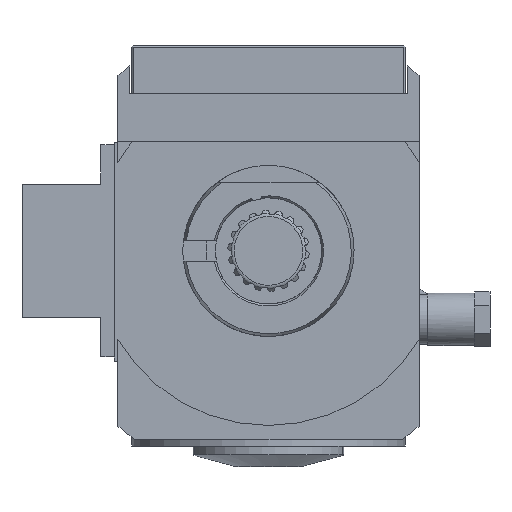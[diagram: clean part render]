
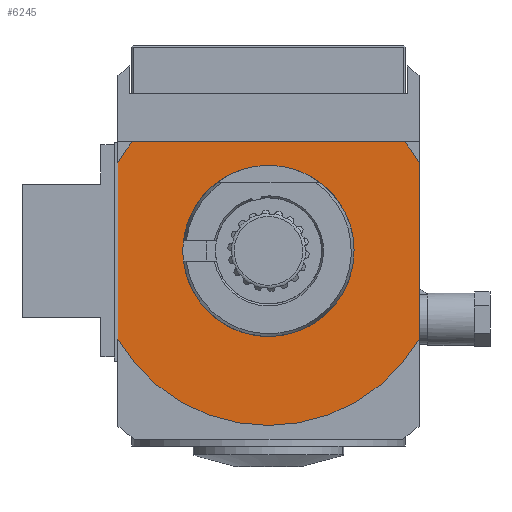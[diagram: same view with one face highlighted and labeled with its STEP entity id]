
A CAD part, front view. The second image highlights one B-rep face of the part: STEP entity #6245.
In plain terms, the highlighted planar face has unit normal (0, -1, 0).
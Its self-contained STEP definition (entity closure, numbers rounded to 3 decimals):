
#1176 = EDGE_CURVE ( 'NONE', #38824, #3129, #28256, .T. ) ;
#1333 = VECTOR ( 'NONE', #9052, 1000. ) ;
#1608 = AXIS2_PLACEMENT_3D ( 'NONE', #2250, #35716, #31993 ) ;
#1610 = AXIS2_PLACEMENT_3D ( 'NONE', #29285, #12632, #32570 ) ;
#2035 = FACE_OUTER_BOUND ( 'NONE', #26136, .T. ) ;
#2250 = CARTESIAN_POINT ( 'NONE',  ( -27.15, -1., 0. ) ) ;
#3129 = VERTEX_POINT ( 'NONE', #15577 ) ;
#3320 = CARTESIAN_POINT ( 'NONE',  ( 0., -1., 0. ) ) ;
#3608 = CARTESIAN_POINT ( 'NONE',  ( 39.711, -1., 32. ) ) ;
#4761 = EDGE_CURVE ( 'NONE', #32291, #3129, #20419, .T. ) ;
#5561 = LINE ( 'NONE', #28544, #1333 ) ;
#5599 = CARTESIAN_POINT ( 'NONE',  ( 44., -1., 0. ) ) ;
#6017 = VERTEX_POINT ( 'NONE', #14965 ) ;
#6245 = ADVANCED_FACE ( 'Defeature completata1_85', ( #2035, #24779 ), #18620, .F. ) ;
#6978 = ORIENTED_EDGE ( 'NONE', *, *, #10696, .T. ) ;
#7010 = CARTESIAN_POINT ( 'NONE',  ( 0., -1., 0. ) ) ;
#8843 = AXIS2_PLACEMENT_3D ( 'NONE', #3320, #36582, #37221 ) ;
#9030 = EDGE_CURVE ( 'NONE', #38824, #6017, #20152, .T. ) ;
#9052 = DIRECTION ( 'NONE',  ( 0., 0., -1. ) ) ;
#10696 = EDGE_CURVE ( 'NONE', #32291, #37297, #5561, .T. ) ;
#12306 = DIRECTION ( 'NONE',  ( 1., 0., 0. ) ) ;
#12563 = DIRECTION ( 'NONE',  ( 0., 0., -1. ) ) ;
#12632 = DIRECTION ( 'NONE',  ( 0., 1., 0. ) ) ;
#14965 = CARTESIAN_POINT ( 'NONE',  ( 44., -1., 25.788 ) ) ;
#15577 = CARTESIAN_POINT ( 'NONE',  ( -39.711, -1., 32. ) ) ;
#17631 = CARTESIAN_POINT ( 'NONE',  ( 44., -1., -25.788 ) ) ;
#18620 = PLANE ( 'NONE',  #1608 ) ;
#20152 = CIRCLE ( 'NONE', #38310, 51. ) ;
#20419 = CIRCLE ( 'NONE', #1610, 51. ) ;
#21024 = CARTESIAN_POINT ( 'NONE',  ( -44., -1., 25.788 ) ) ;
#22094 = CIRCLE ( 'NONE', #8843, 24.656 ) ;
#23826 = ORIENTED_EDGE ( 'NONE', *, *, #9030, .F. ) ;
#24552 = CARTESIAN_POINT ( 'NONE',  ( -27.15, -1., 32. ) ) ;
#24557 = CARTESIAN_POINT ( 'NONE',  ( -24.656, -1., 0. ) ) ;
#24779 = FACE_BOUND ( 'NONE', #37376, .T. ) ;
#25335 = DIRECTION ( 'NONE',  ( 0., 1., 0. ) ) ;
#26136 = EDGE_LOOP ( 'NONE', ( #23826, #30745, #33592, #6978, #28507, #38473 ) ) ;
#26417 = ORIENTED_EDGE ( 'NONE', *, *, #35300, .F. ) ;
#28256 = LINE ( 'NONE', #24552, #29818 ) ;
#28507 = ORIENTED_EDGE ( 'NONE', *, *, #40725, .F. ) ;
#28544 = CARTESIAN_POINT ( 'NONE',  ( -44., -1., 0. ) ) ;
#28573 = LINE ( 'NONE', #5599, #35505 ) ;
#29142 = VERTEX_POINT ( 'NONE', #17631 ) ;
#29285 = CARTESIAN_POINT ( 'NONE',  ( 0., -1., 0. ) ) ;
#29818 = VECTOR ( 'NONE', #37899, 1000. ) ;
#29894 = CIRCLE ( 'NONE', #39664, 51. ) ;
#30205 = DIRECTION ( 'NONE',  ( 0., 1., 0. ) ) ;
#30745 = ORIENTED_EDGE ( 'NONE', *, *, #1176, .T. ) ;
#31993 = DIRECTION ( 'NONE',  ( 1., 0., 0. ) ) ;
#32291 = VERTEX_POINT ( 'NONE', #21024 ) ;
#32570 = DIRECTION ( 'NONE',  ( 1., 0., 0. ) ) ;
#33592 = ORIENTED_EDGE ( 'NONE', *, *, #4761, .F. ) ;
#35300 = EDGE_CURVE ( 'NONE', #40958, #40958, #22094, .T. ) ;
#35427 = CARTESIAN_POINT ( 'NONE',  ( -44., -1., -25.788 ) ) ;
#35505 = VECTOR ( 'NONE', #12563, 1000. ) ;
#35716 = DIRECTION ( 'NONE',  ( 0., 1., 0. ) ) ;
#36582 = DIRECTION ( 'NONE',  ( 0., -1., 0. ) ) ;
#37221 = DIRECTION ( 'NONE',  ( -1., 0., 0. ) ) ;
#37297 = VERTEX_POINT ( 'NONE', #35427 ) ;
#37376 = EDGE_LOOP ( 'NONE', ( #26417 ) ) ;
#37899 = DIRECTION ( 'NONE',  ( -1., 0., 0. ) ) ;
#38310 = AXIS2_PLACEMENT_3D ( 'NONE', #7010, #30205, #12306 ) ;
#38473 = ORIENTED_EDGE ( 'NONE', *, *, #41872, .F. ) ;
#38671 = DIRECTION ( 'NONE',  ( 1., 0., 0. ) ) ;
#38824 = VERTEX_POINT ( 'NONE', #3608 ) ;
#39664 = AXIS2_PLACEMENT_3D ( 'NONE', #41959, #25335, #38671 ) ;
#40725 = EDGE_CURVE ( 'NONE', #29142, #37297, #29894, .T. ) ;
#40958 = VERTEX_POINT ( 'NONE', #24557 ) ;
#41872 = EDGE_CURVE ( 'NONE', #6017, #29142, #28573, .T. ) ;
#41959 = CARTESIAN_POINT ( 'NONE',  ( 0., -1., 0. ) ) ;
